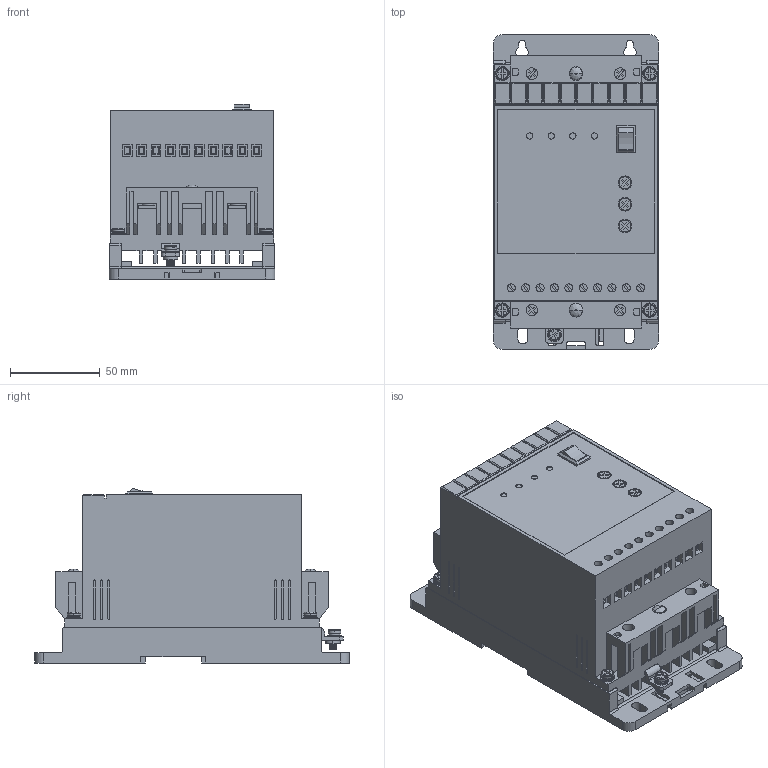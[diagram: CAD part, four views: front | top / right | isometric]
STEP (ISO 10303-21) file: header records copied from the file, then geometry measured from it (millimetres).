
FILE_DESCRIPTION (( 'STEP AP214' ), '1' );
FILE_NAME ('SFB-21-D04-A-11 ÓÏÏ SFB 1Ô 220Â 0,37êÂò 2A Uóïð 110-220Â Modbus ñ âûêë. ONI.STEP', '2020-10-19T13:40:08', ( '' ), ( '' ), 'SwSTEP 2.0', 'SolidWorks 2017', '' );
FILE_SCHEMA (( 'AUTOMOTIVE_DESIGN' ));
Length unit declared in the file: millimetre
Products named in the file (1): SFB-21-D04-A-11 ÓÏÏ SFB 1Ô 220Â 0,37êÂò 2A Uóïð 110-220Â Modbus ñ âûêë. ONI
Bounding box: 92 x 175 x 97.6 mm (x, y, z)
Volume: 1019235.6 mm3; surface area: 142788 mm2
Topology: 1 solids, 1 shells, 1284 faces, 3325 edges, 2162 vertices
Faces by surface type: plane 945, cylinder 289, bspline 50
Entity records: 42783 total; most frequent: CARTESIAN_POINT 11365, ORIENTED_EDGE 6650, DIRECTION 6242, EDGE_CURVE 3325, LINE 2582, VECTOR 2582, VERTEX_POINT 2162, AXIS2_PLACEMENT_3D 1830
